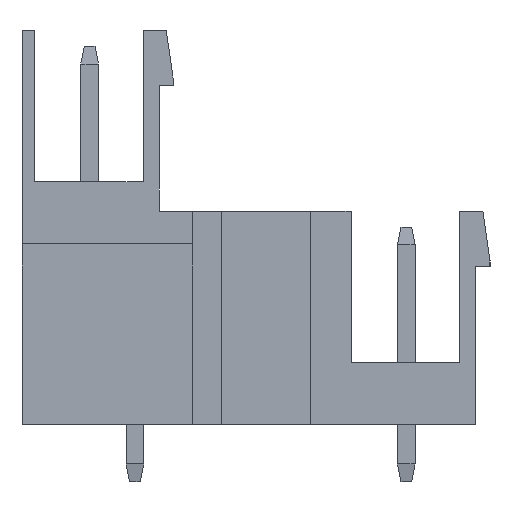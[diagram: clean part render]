
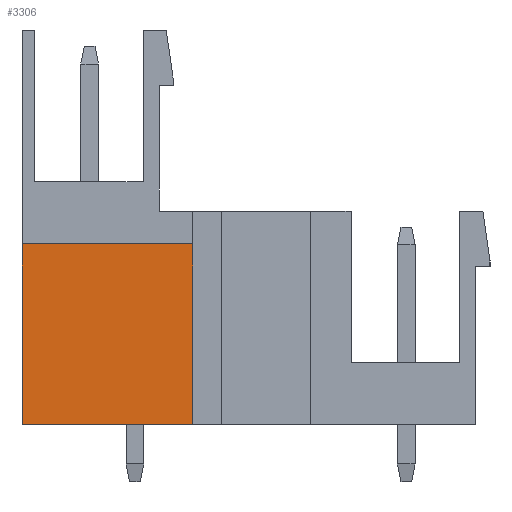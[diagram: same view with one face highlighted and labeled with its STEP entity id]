
A CAD part, left-side view. The second image highlights one B-rep face of the part: STEP entity #3306.
In plain terms, the highlighted planar face has unit normal (-1, 0, 0).
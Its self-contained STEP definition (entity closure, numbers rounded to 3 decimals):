
#3293=AXIS2_PLACEMENT_3D('Plane Axis2P3D',#3290,#3291,#3292) ;
#2197=CARTESIAN_POINT('Vertex',(1.,26.28,3.2)) ;
#2200=CARTESIAN_POINT('Line Origine',(1.,26.28,8.28)) ;
#2204=CARTESIAN_POINT('Vertex',(1.,26.28,13.36)) ;
#2282=CARTESIAN_POINT('Vertex',(1.,16.7,3.2)) ;
#2285=CARTESIAN_POINT('Line Origine',(1.,21.49,3.2)) ;
#3273=CARTESIAN_POINT('Vertex',(1.,16.7,13.36)) ;
#3276=CARTESIAN_POINT('Line Origine',(1.,16.7,8.28)) ;
#3290=CARTESIAN_POINT('Axis2P3D Location',(1.,0.,13.36)) ;
#3295=CARTESIAN_POINT('Line Origine',(1.,21.49,13.36)) ;
#2201=DIRECTION('Vector Direction',(0.,0.,-1.)) ;
#2286=DIRECTION('Vector Direction',(0.,1.,0.)) ;
#3277=DIRECTION('Vector Direction',(0.,0.,1.)) ;
#3291=DIRECTION('Axis2P3D Direction',(1.,-0.,0.)) ;
#3292=DIRECTION('Axis2P3D XDirection',(0.,0.,-1.)) ;
#3296=DIRECTION('Vector Direction',(0.,1.,0.)) ;
#2202=VECTOR('Line Direction',#2201,1.) ;
#2287=VECTOR('Line Direction',#2286,1.) ;
#3278=VECTOR('Line Direction',#3277,1.) ;
#3297=VECTOR('Line Direction',#3296,1.) ;
#3301=ORIENTED_EDGE('',*,*,#3280,.T.) ;
#3302=ORIENTED_EDGE('',*,*,#3299,.T.) ;
#3303=ORIENTED_EDGE('',*,*,#2206,.T.) ;
#3304=ORIENTED_EDGE('',*,*,#2289,.F.) ;
#3306=ADVANCED_FACE('Housing',(#3305),#3294,.F.) ;
#2206=EDGE_CURVE('',#2205,#2198,#2203,.T.) ;
#2289=EDGE_CURVE('',#2283,#2198,#2288,.T.) ;
#3280=EDGE_CURVE('',#2283,#3274,#3279,.T.) ;
#3299=EDGE_CURVE('',#3274,#2205,#3298,.T.) ;
#3300=EDGE_LOOP('',(#3301,#3302,#3303,#3304)) ;
#3305=FACE_OUTER_BOUND('',#3300,.T.) ;
#2203=LINE('Line',#2200,#2202) ;
#2288=LINE('Line',#2285,#2287) ;
#3279=LINE('Line',#3276,#3278) ;
#3298=LINE('Line',#3295,#3297) ;
#3294=PLANE('',#3293) ;
#2198=VERTEX_POINT('',#2197) ;
#2205=VERTEX_POINT('',#2204) ;
#2283=VERTEX_POINT('',#2282) ;
#3274=VERTEX_POINT('',#3273) ;
